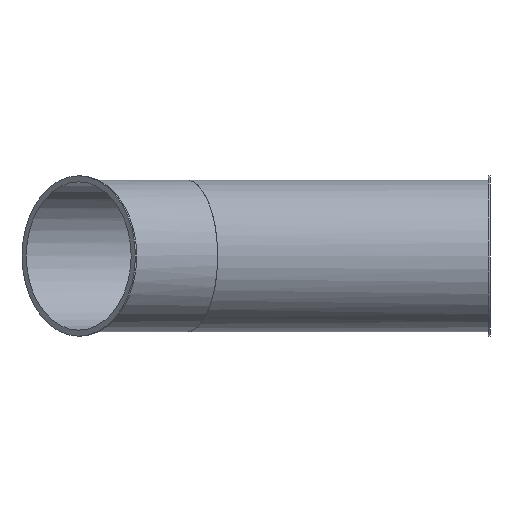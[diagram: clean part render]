
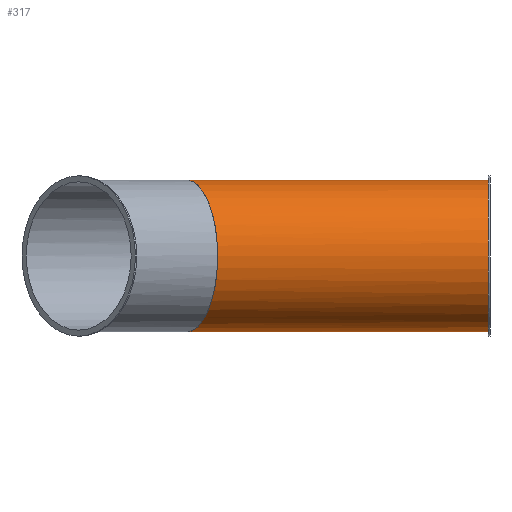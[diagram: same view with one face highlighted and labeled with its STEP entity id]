
A CAD part, left-side view. The second image highlights one B-rep face of the part: STEP entity #317.
In plain terms, the highlighted cylindrical face has radius 125 mm (diameter 250 mm), a full revolution.
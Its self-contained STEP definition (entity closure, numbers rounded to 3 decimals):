
#112=CARTESIAN_POINT('',(0.0,500.0,125.));
#113=VERTEX_POINT('',#112);
#114=CARTESIAN_POINT('',(0.0,500.0,-125.));
#115=VERTEX_POINT('',#114);
#116=CARTESIAN_POINT('',(0.,500.0,0.0));
#117=DIRECTION('',(0.383,-0.924,0.0));
#118=DIRECTION('',(-0.924,-0.383,0.0));
#119=AXIS2_PLACEMENT_3D('',#116,#117,#118);
#120=ELLIPSE('',#119,135.299,125.);
#121=EDGE_CURVE('',#113,#115,#120,.T.);
#154=CARTESIAN_POINT('',(0.0,66.536,125.));
#155=VERTEX_POINT('',#154);
#156=CARTESIAN_POINT('',(0.0,66.536,125.));
#157=DIRECTION('',(0.0,1.0,0.0));
#158=VECTOR('',#157,433.464);
#159=LINE('',#156,#158);
#160=EDGE_CURVE('',#155,#113,#159,.T.);
#185=CARTESIAN_POINT('',(0.0,66.536,-125.));
#186=VERTEX_POINT('',#185);
#187=CARTESIAN_POINT('',(0.,66.536,0.0));
#188=DIRECTION('',(0.5,-0.866,0.0));
#189=DIRECTION('',(-0.866,-0.5,0.0));
#190=AXIS2_PLACEMENT_3D('',#187,#188,#189);
#191=ELLIPSE('',#190,144.338,125.);
#192=EDGE_CURVE('',#186,#155,#191,.T.);
#218=CARTESIAN_POINT('',(0.0,500.0,-125.));
#219=DIRECTION('',(0.0,-1.0,0.0));
#220=VECTOR('',#219,433.464);
#221=LINE('',#218,#220);
#222=EDGE_CURVE('',#115,#186,#221,.T.);
#291=CARTESIAN_POINT('',(-125.0,3.,0.0));
#292=VERTEX_POINT('',#291);
#293=CARTESIAN_POINT('',(0.,3.,0.0));
#294=DIRECTION('',(0.0,1.0,0.0));
#295=DIRECTION('',(-1.0,0.0,0.0));
#296=AXIS2_PLACEMENT_3D('',#293,#294,#295);
#297=CIRCLE('',#296,125.0);
#298=EDGE_CURVE('',#292,#292,#297,.T.);
#303=CARTESIAN_POINT('',(0.,251.5,0.0));
#304=DIRECTION('',(0.0,1.0,0.0));
#305=DIRECTION('',(-1.0,0.0,0.0));
#306=AXIS2_PLACEMENT_3D('',#303,#304,#305);
#307=CYLINDRICAL_SURFACE('',#306,125.);
#308=ORIENTED_EDGE('',*,*,#121,.T.);
#309=ORIENTED_EDGE('',*,*,#222,.T.);
#310=ORIENTED_EDGE('',*,*,#192,.T.);
#311=ORIENTED_EDGE('',*,*,#160,.T.);
#312=EDGE_LOOP('',(#308,#309,#310,#311));
#313=FACE_OUTER_BOUND('',#312,.T.);
#314=ORIENTED_EDGE('',*,*,#298,.T.);
#315=EDGE_LOOP('',(#314));
#316=FACE_BOUND('',#315,.T.);
#317=ADVANCED_FACE('',(#313,#316),#307,.T.);
